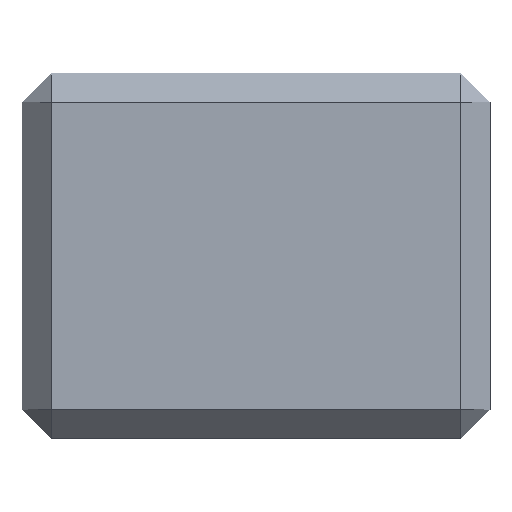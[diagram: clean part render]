
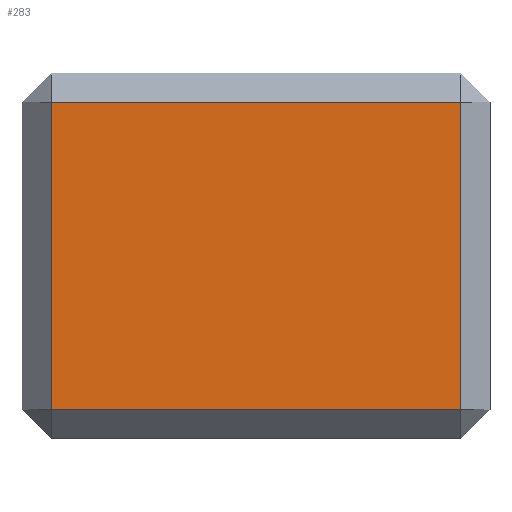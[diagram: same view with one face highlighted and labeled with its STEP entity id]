
A CAD part, top view. The second image highlights one B-rep face of the part: STEP entity #283.
In plain terms, the highlighted planar face has unit normal (0, 0, 1).
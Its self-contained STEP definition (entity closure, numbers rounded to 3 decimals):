
#29=FACE_OUTER_BOUND('',#47,.T.);
#47=EDGE_LOOP('',(#231,#232,#233,#234));
#63=LINE('',#421,#99);
#77=LINE('',#450,#113);
#79=LINE('',#453,#115);
#81=LINE('',#456,#117);
#99=VECTOR('',#343,10.);
#113=VECTOR('',#367,10.);
#115=VECTOR('',#371,10.);
#117=VECTOR('',#375,10.);
#124=VERTEX_POINT('',#396);
#129=VERTEX_POINT('',#409);
#134=VERTEX_POINT('',#425);
#139=VERTEX_POINT('',#438);
#155=EDGE_CURVE('',#124,#129,#63,.T.);
#169=EDGE_CURVE('',#129,#139,#77,.T.);
#171=EDGE_CURVE('',#139,#134,#79,.T.);
#173=EDGE_CURVE('',#134,#124,#81,.T.);
#231=ORIENTED_EDGE('',*,*,#155,.F.);
#232=ORIENTED_EDGE('',*,*,#173,.F.);
#233=ORIENTED_EDGE('',*,*,#171,.F.);
#234=ORIENTED_EDGE('',*,*,#169,.F.);
#265=PLANE('',#315);
#283=ADVANCED_FACE('',(#29),#265,.T.);
#315=AXIS2_PLACEMENT_3D('',#462,#383,#384);
#343=DIRECTION('',(1.,0.,0.));
#367=DIRECTION('',(0.,-1.,0.));
#371=DIRECTION('',(-1.,0.,0.));
#375=DIRECTION('',(0.,1.,0.));
#383=DIRECTION('center_axis',(0.,0.,1.));
#384=DIRECTION('ref_axis',(1.,0.,0.));
#396=CARTESIAN_POINT('',(-1.4,1.05,0.6));
#409=CARTESIAN_POINT('',(1.4,1.05,0.6));
#421=CARTESIAN_POINT('',(0.8,1.05,0.6));
#425=CARTESIAN_POINT('',(-1.4,-1.05,0.6));
#438=CARTESIAN_POINT('',(1.4,-1.05,0.6));
#450=CARTESIAN_POINT('',(1.4,-0.625,0.6));
#453=CARTESIAN_POINT('',(-0.8,-1.05,0.6));
#456=CARTESIAN_POINT('',(-1.4,0.625,0.6));
#462=CARTESIAN_POINT('Origin',(0.,0.,0.6));
